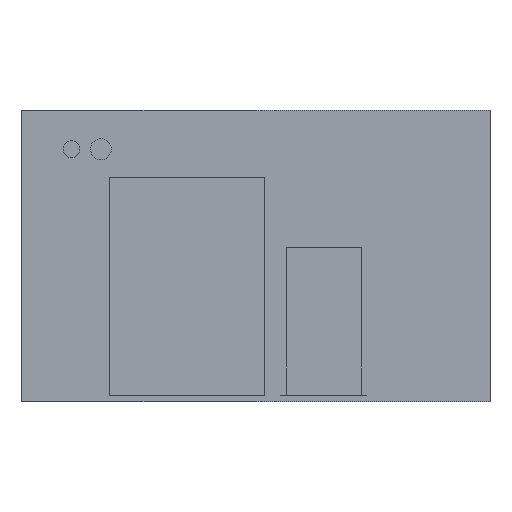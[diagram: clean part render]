
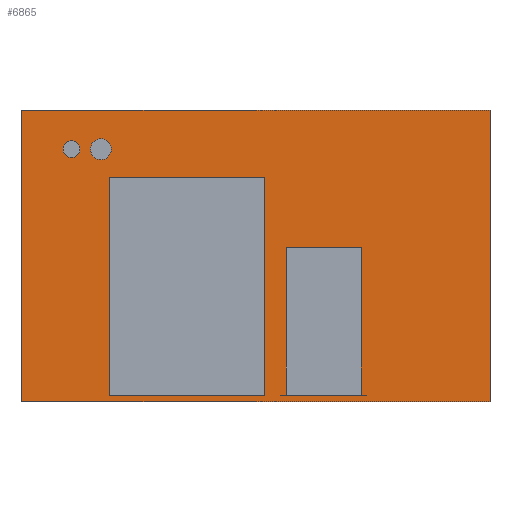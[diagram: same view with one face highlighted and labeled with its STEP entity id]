
A CAD part, front view. The second image highlights one B-rep face of the part: STEP entity #6865.
In plain terms, the highlighted planar face has unit normal (0, -1, 0).
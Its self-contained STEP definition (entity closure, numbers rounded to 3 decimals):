
#55=FACE_BOUND('',#641,.T.);
#56=FACE_BOUND('',#642,.T.);
#67=CIRCLE('',#7332,20.);
#69=CIRCLE('',#7336,25.);
#223=FACE_OUTER_BOUND('',#640,.T.);
#640=EDGE_LOOP('',(#4583,#4584,#4585,#4586));
#641=EDGE_LOOP('',(#4587));
#642=EDGE_LOOP('',(#4588));
#1078=LINE('',#9759,#1992);
#1080=LINE('',#9763,#1994);
#1082=LINE('',#9767,#1996);
#1084=LINE('',#9770,#1998);
#1992=VECTOR('',#7879,10.);
#1994=VECTOR('',#7883,10.);
#1996=VECTOR('',#7887,10.);
#1998=VECTOR('',#7891,10.);
#2884=VERTEX_POINT('',#9710);
#2886=VERTEX_POINT('',#9717);
#2899=VERTEX_POINT('',#9756);
#2900=VERTEX_POINT('',#9758);
#2901=VERTEX_POINT('',#9762);
#2902=VERTEX_POINT('',#9766);
#3541=EDGE_CURVE('',#2884,#2884,#67,.T.);
#3544=EDGE_CURVE('',#2886,#2886,#69,.T.);
#3562=EDGE_CURVE('',#2900,#2899,#1078,.T.);
#3564=EDGE_CURVE('',#2901,#2900,#1080,.T.);
#3566=EDGE_CURVE('',#2902,#2901,#1082,.T.);
#3568=EDGE_CURVE('',#2899,#2902,#1084,.T.);
#4583=ORIENTED_EDGE('',*,*,#3568,.T.);
#4584=ORIENTED_EDGE('',*,*,#3566,.T.);
#4585=ORIENTED_EDGE('',*,*,#3564,.T.);
#4586=ORIENTED_EDGE('',*,*,#3562,.T.);
#4587=ORIENTED_EDGE('',*,*,#3541,.T.);
#4588=ORIENTED_EDGE('',*,*,#3544,.T.);
#6479=PLANE('',#7348);
#6865=ADVANCED_FACE('',(#223,#55,#56),#6479,.T.);
#7332=AXIS2_PLACEMENT_3D('',#9712,#7835,#7836);
#7336=AXIS2_PLACEMENT_3D('',#9719,#7844,#7845);
#7348=AXIS2_PLACEMENT_3D('',#9771,#7892,#7893);
#7835=DIRECTION('center_axis',(0.,1.,0.));
#7836=DIRECTION('ref_axis',(1.,0.,0.));
#7844=DIRECTION('center_axis',(0.,1.,0.));
#7845=DIRECTION('ref_axis',(1.,0.,0.));
#7879=DIRECTION('',(0.,0.,-1.));
#7883=DIRECTION('',(-1.,0.,0.));
#7887=DIRECTION('',(0.,0.,1.));
#7891=DIRECTION('',(1.,0.,0.));
#7892=DIRECTION('center_axis',(0.,-1.,0.));
#7893=DIRECTION('ref_axis',(0.,0.,-1.));
#9710=CARTESIAN_POINT('',(-459.5,-370.,254.5));
#9712=CARTESIAN_POINT('Origin',(-439.5,-370.,254.5));
#9717=CARTESIAN_POINT('',(-394.5,-370.,254.5));
#9719=CARTESIAN_POINT('Origin',(-369.5,-370.,254.5));
#9756=CARTESIAN_POINT('',(-557.5,-370.,-347.5));
#9758=CARTESIAN_POINT('',(-557.5,-370.,347.5));
#9759=CARTESIAN_POINT('',(-557.5,-370.,-347.5));
#9762=CARTESIAN_POINT('',(557.5,-370.,347.5));
#9763=CARTESIAN_POINT('',(-557.5,-370.,347.5));
#9766=CARTESIAN_POINT('',(557.5,-370.,-347.5));
#9767=CARTESIAN_POINT('',(557.5,-370.,347.5));
#9770=CARTESIAN_POINT('',(557.5,-370.,-347.5));
#9771=CARTESIAN_POINT('Origin',(0.,-370.,0.));
